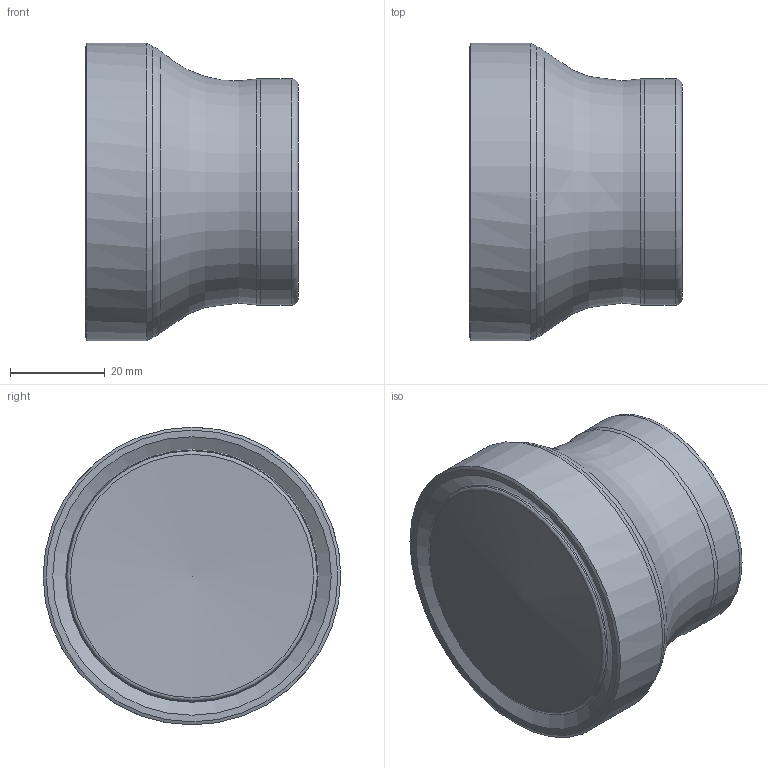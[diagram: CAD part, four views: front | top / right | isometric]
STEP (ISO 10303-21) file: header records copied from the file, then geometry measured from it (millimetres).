
FILE_DESCRIPTION(/* description */ (''),/* implementation_level */ '2;1');
FILE_NAME(/* name */ 'AFM90C-TP16-D063-A22-Z06.stp',/* time_stamp */ '2023-10-31T09:32:26+03:00',/* author */ (''),/* organization */ (''),/* preprocessor_version */ 'ST-DEVELOPER v19.4',/* originating_system */ 'SIEMENS PLM Software NX2306.3001',/* authorisation */ '');
FILE_SCHEMA (('AP203_CONFIGURATION_CONTROLLED_3D_DESIGN_OF_MECHANICAL_PARTS_AND_ASSEMBLIES_MIM_LF { 1 0 10303 403 2 1 2}'));
Length unit declared in the file: millimetre
Products named in the file (1): model1
Bounding box: 45 x 63 x 63 mm (x, y, z)
Volume: 119689.5 mm3; surface area: 20097.2 mm2
Topology: 2 solids, 2 shells, 23 faces, 52 edges, 31 vertices
Faces by surface type: revolution 9, torus 7, cone 3, plane 2, cylinder 2
Full cylindrical faces by diameter (mm): 48 x1, 61.8 x1
Entity records: 671 total; most frequent: DIRECTION 92, CARTESIAN_POINT 78, FACE_BOUND 44, EDGE_LOOP 44, ORIENTED_EDGE 44, AXIS2_PLACEMENT_3D 37, ADVANCED_FACE 23, VERTEX_POINT 23
